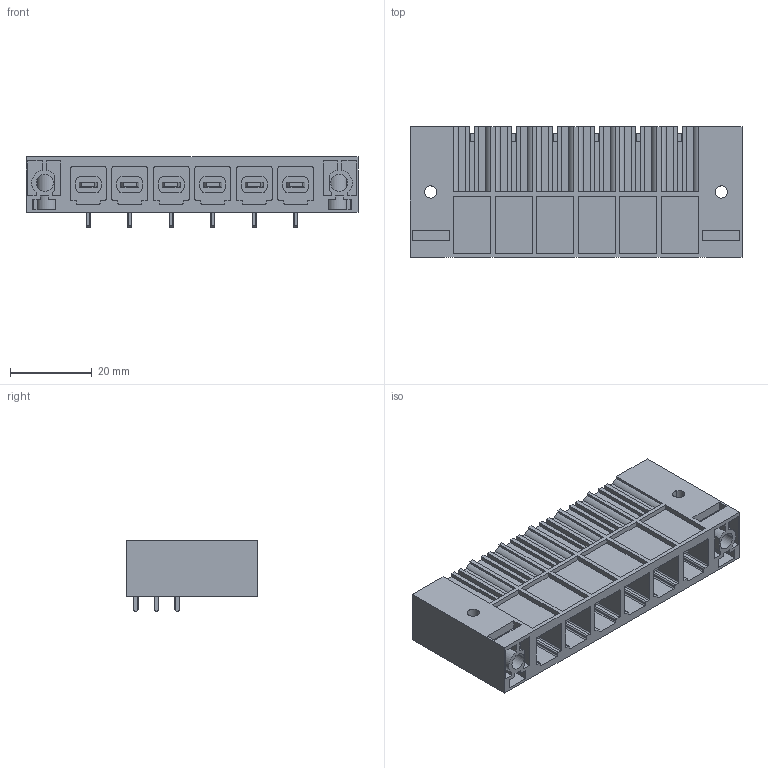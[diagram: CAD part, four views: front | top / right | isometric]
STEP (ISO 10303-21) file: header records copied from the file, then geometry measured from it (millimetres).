
FILE_DESCRIPTION(('CATIA V5 STEP Exchange','CAx-IF Rec.Pracs.--- Model Styling and Organization---1.2---2011-12-15'),'2;1');
FILE_NAME ('D1456696_0_1813770000_1813770000.stp','2018-11-28T09:35:55+00:00',('none'),('Weidmueller'),'CATIA Version 5-6 Release 2014','CATIA V5 STEP AP214','none');
FILE_SCHEMA(('AUTOMOTIVE_DESIGN { 1 0 10303 214 1 1 1 1 }'));
Length unit declared in the file: millimetre
Products named in the file (1): 1813770000
Bounding box: 81.28 x 32 x 17.2 mm (x, y, z)
Volume: 16370.2 mm3; surface area: 25193.3 mm2
Topology: 7 solids, 7 shells, 1034 faces, 2958 edges, 1972 vertices
Faces by surface type: plane 868, cylinder 166
Entity records: 30503 total; most frequent: ORIENTED_EDGE 5916, CARTESIAN_POINT 5807, DIRECTION 3810, EDGE_CURVE 2958, VECTOR 2554, LINE 2554, VERTEX_POINT 1972, EDGE_LOOP 1092
